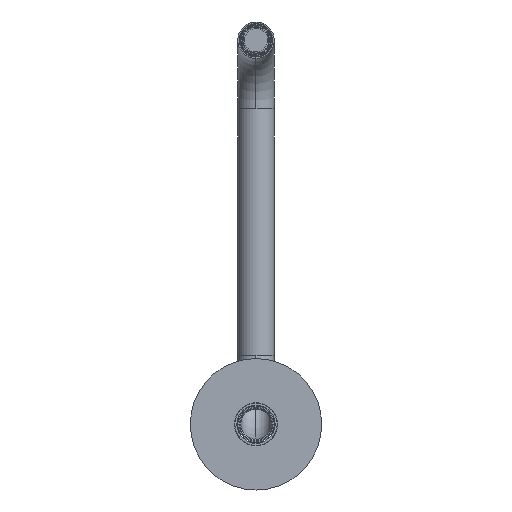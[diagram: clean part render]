
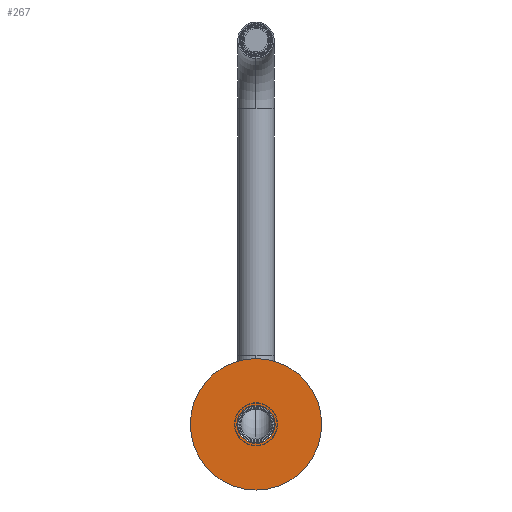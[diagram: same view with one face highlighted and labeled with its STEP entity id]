
A CAD part, front view. The second image highlights one B-rep face of the part: STEP entity #267.
In plain terms, the highlighted face is planar.
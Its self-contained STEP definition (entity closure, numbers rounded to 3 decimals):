
#61 = DIRECTION ( 'NONE',  ( 0., 0., 1. ) ) ;
#166 = AXIS2_PLACEMENT_3D ( 'NONE', #3419, #860, #2000 ) ;
#267 = ADVANCED_FACE ( 'NONE', ( #2322, #3458 ), #900, .T. ) ;
#287 = ORIENTED_EDGE ( 'NONE', *, *, #1000, .F. ) ;
#290 = EDGE_CURVE ( 'NONE', #1115, #513, #1211, .T. ) ;
#441 = DIRECTION ( 'NONE',  ( 0., 0., 1. ) ) ;
#513 = VERTEX_POINT ( 'NONE', #1116 ) ;
#557 = AXIS2_PLACEMENT_3D ( 'NONE', #2042, #3188, #613 ) ;
#613 = DIRECTION ( 'NONE',  ( 1., 0., 0. ) ) ;
#832 = VERTEX_POINT ( 'NONE', #2719 ) ;
#860 = DIRECTION ( 'NONE',  ( 0., 0., 1. ) ) ;
#900 = PLANE ( 'NONE',  #557 ) ;
#925 = ORIENTED_EDGE ( 'NONE', *, *, #3581, .T. ) ;
#1000 = EDGE_CURVE ( 'NONE', #513, #1115, #2718, .T. ) ;
#1005 = CARTESIAN_POINT ( 'NONE',  ( 0., 0., 8. ) ) ;
#1031 = AXIS2_PLACEMENT_3D ( 'NONE', #2623, #61, #1197 ) ;
#1107 = AXIS2_PLACEMENT_3D ( 'NONE', #3017, #441, #1592 ) ;
#1115 = VERTEX_POINT ( 'NONE', #1931 ) ;
#1116 = CARTESIAN_POINT ( 'NONE',  ( -9.25, 0., 8. ) ) ;
#1197 = DIRECTION ( 'NONE',  ( 1., 0., 0. ) ) ;
#1211 = CIRCLE ( 'NONE', #1031, 9.25 ) ;
#1454 = ORIENTED_EDGE ( 'NONE', *, *, #290, .F. ) ;
#1490 = VERTEX_POINT ( 'NONE', #3055 ) ;
#1592 = DIRECTION ( 'NONE',  ( 1., 0., 0. ) ) ;
#1750 = EDGE_LOOP ( 'NONE', ( #925, #2760 ) ) ;
#1788 = CIRCLE ( 'NONE', #166, 32.5 ) ;
#1931 = CARTESIAN_POINT ( 'NONE',  ( 9.25, 0., 8. ) ) ;
#2000 = DIRECTION ( 'NONE',  ( 1., 0., 0. ) ) ;
#2042 = CARTESIAN_POINT ( 'NONE',  ( 0., 0., 8. ) ) ;
#2146 = DIRECTION ( 'NONE',  ( 0., 0., 1. ) ) ;
#2165 = CIRCLE ( 'NONE', #2649, 32.5 ) ;
#2322 = FACE_BOUND ( 'NONE', #2882, .T. ) ;
#2623 = CARTESIAN_POINT ( 'NONE',  ( 0., 0., 8. ) ) ;
#2649 = AXIS2_PLACEMENT_3D ( 'NONE', #1005, #2146, #3286 ) ;
#2714 = EDGE_CURVE ( 'NONE', #1490, #832, #2165, .T. ) ;
#2718 = CIRCLE ( 'NONE', #1107, 9.25 ) ;
#2719 = CARTESIAN_POINT ( 'NONE',  ( 32.5, 0., 8. ) ) ;
#2760 = ORIENTED_EDGE ( 'NONE', *, *, #2714, .T. ) ;
#2882 = EDGE_LOOP ( 'NONE', ( #287, #1454 ) ) ;
#3017 = CARTESIAN_POINT ( 'NONE',  ( 0., 0., 8. ) ) ;
#3055 = CARTESIAN_POINT ( 'NONE',  ( -32.5, 0., 8. ) ) ;
#3188 = DIRECTION ( 'NONE',  ( 0., 0., 1. ) ) ;
#3286 = DIRECTION ( 'NONE',  ( 1., 0., 0. ) ) ;
#3419 = CARTESIAN_POINT ( 'NONE',  ( 0., 0., 8. ) ) ;
#3458 = FACE_OUTER_BOUND ( 'NONE', #1750, .T. ) ;
#3581 = EDGE_CURVE ( 'NONE', #832, #1490, #1788, .T. ) ;
